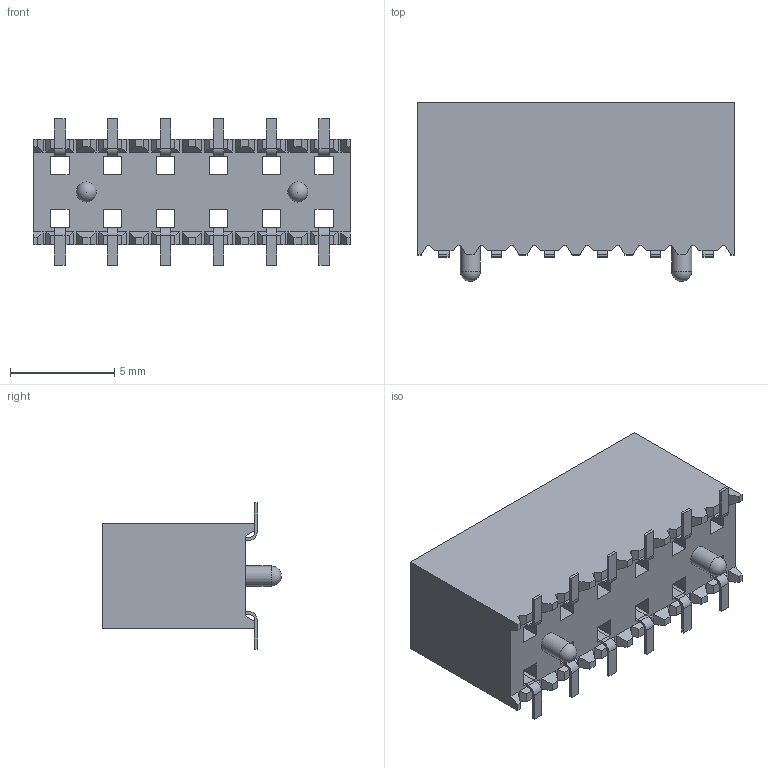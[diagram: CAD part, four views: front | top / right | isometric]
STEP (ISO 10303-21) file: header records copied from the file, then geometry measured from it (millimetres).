
FILE_DESCRIPTION( ( 'STEP AP203' ), '1' );
FILE_NAME( 'SSM-106-L-DV-A.stp', '2019-11-22T01:36:18', ( '' ), ( '' ), ' ', 'PARTsolutions', ' ' );
FILE_SCHEMA( ( 'CONFIG_CONTROL_DESIGN' ) );
Length unit declared in the file: inch
Products named in the file (3): SSM-106-L-DV-A; _SSM-106-L-DV-A_body; _C-137-016
Assembly tree (2 placements, depth 2):
  SSM-106-L-DV-A
    _SSM-106-L-DV-A_body
    _C-137-016
Bounding box: 15.24 x 8.59 x 7.04 mm (x, y, z)
Volume: 469.9 mm3; surface area: 858 mm2
Topology: 2 solids, 2 shells, 297 faces, 874 edges, 582 vertices
Faces by surface type: plane 269, cylinder 26, sphere 2
Full cylindrical faces by diameter (mm): 0.965 x2
Entity records: 9866 total; most frequent: CARTESIAN_POINT 1750, ORIENTED_EDGE 1736, DIRECTION 1520, EDGE_CURVE 868, LINE 816, VECTOR 816, VERTEX_POINT 582, AXIS2_PLACEMENT_3D 352
